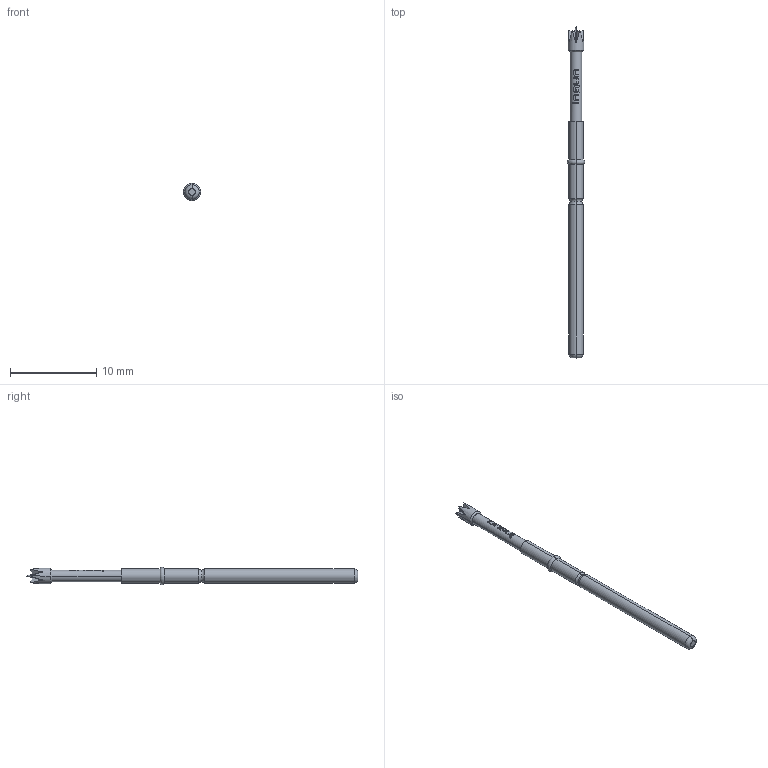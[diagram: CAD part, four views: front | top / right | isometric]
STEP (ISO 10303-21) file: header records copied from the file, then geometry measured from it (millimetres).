
FILE_DESCRIPTION (( 'STEP AP203' ), '1' );
FILE_NAME ('INGUN_GKS-422_224_180_A_xx05.STEP', '2022-01-28T09:56:02', ( 'ochi' ), ( '' ), 'SwSTEP 2.0', 'SolidWorks 2018', '' );
FILE_SCHEMA (( 'CONFIG_CONTROL_DESIGN' ));
Length unit declared in the file: millimetre
Products named in the file (1): INGUN_GKS-422_224_180_A_xx05
Bounding box: 2 x 38.4 x 2 mm (x, y, z)
Volume: 74.3 mm3; surface area: 196 mm2
Topology: 1 solids, 1 shells, 122 faces, 314 edges, 200 vertices
Faces by surface type: plane 55, cylinder 25, bspline 22, torus 10, cone 10
Entity records: 4330 total; most frequent: CARTESIAN_POINT 1582, ORIENTED_EDGE 624, DIRECTION 455, EDGE_CURVE 312, VERTEX_POINT 200, AXIS2_PLACEMENT_3D 183, EDGE_LOOP 130, B_SPLINE_CURVE_WITH_KNOTS 129
